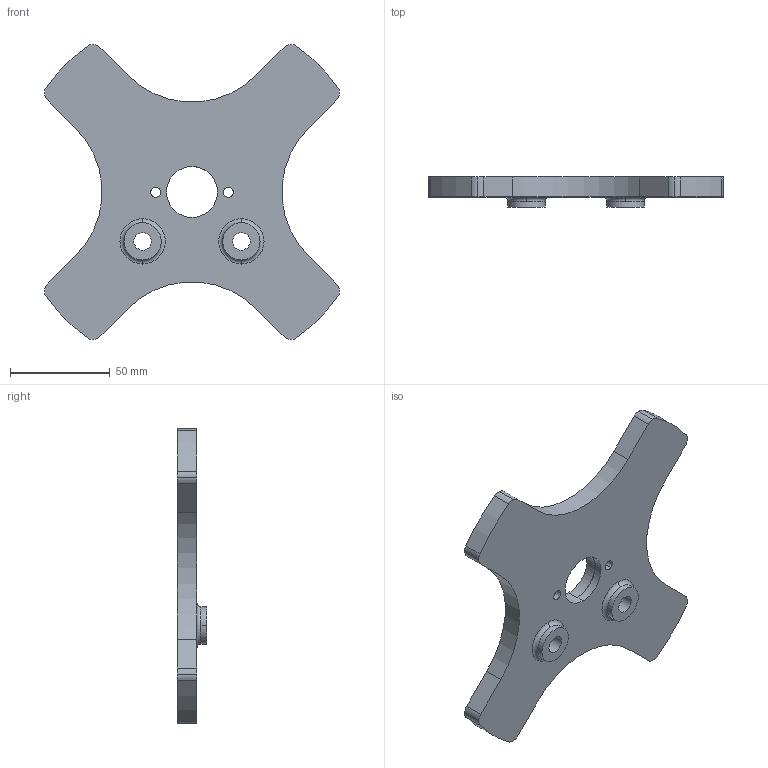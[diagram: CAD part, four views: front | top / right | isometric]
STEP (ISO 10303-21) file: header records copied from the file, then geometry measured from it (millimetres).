
FILE_DESCRIPTION(('STEP AP214'),'1');
FILE_NAME('base.stp','2022-03-02T17:51:55',(' '),(' '),'Spatial InterOp 3D',' ',' ');
FILE_SCHEMA(('AUTOMOTIVE_DESIGN { 1 0 10303 214 1 1 1 1 }'));
Length unit declared in the file: metre
Products named in the file (1): Sólido
Bounding box: 147.95 x 15 x 147.95 mm (x, y, z)
Volume: 131963.1 mm3; surface area: 34640.7 mm2
Topology: 1 solids, 1 shells, 73 faces, 201 edges, 134 vertices
Faces by surface type: cylinder 42, plane 26, torus 4, bspline 1
Entity records: 2630 total; most frequent: CARTESIAN_POINT 630, DIRECTION 441, ORIENTED_EDGE 402, EDGE_CURVE 201, AXIS2_PLACEMENT_3D 169, VERTEX_POINT 134, LINE 103, VECTOR 103
